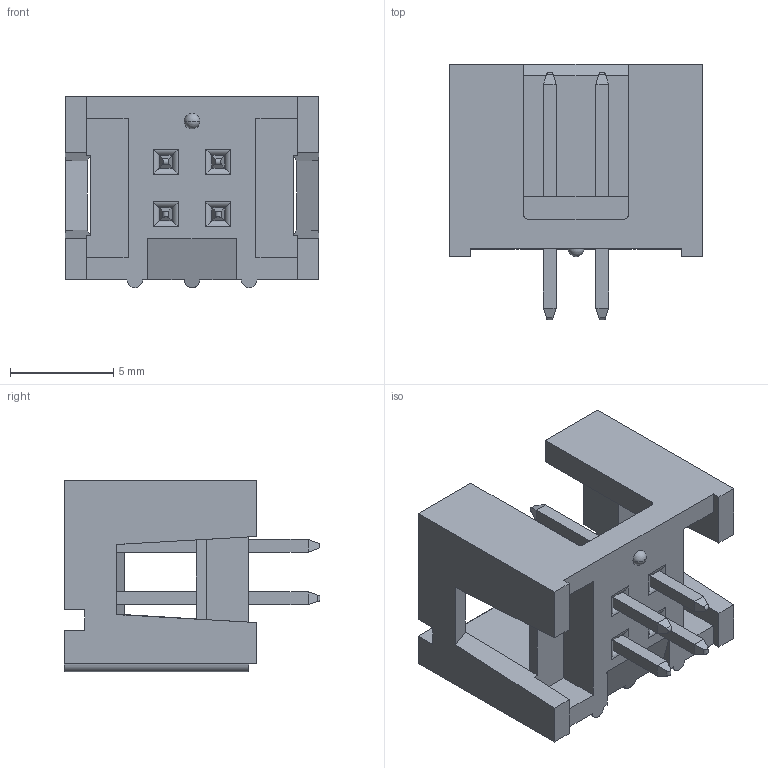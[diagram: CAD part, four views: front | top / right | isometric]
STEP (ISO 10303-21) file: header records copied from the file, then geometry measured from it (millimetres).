
FILE_DESCRIPTION((''),'2;1');
FILE_NAME('75869_Y30_ASM','2006-12-07T',('DaLegrand'),('FCI - CDC Division'),'PRO/ENGINEER BY PARAMETRIC TECHNOLOGY CORPORATION, 2004490','PRO/ENGINEER BY PARAMETRIC TECHNOLOGY CORPORATION, 2004490','');
FILE_SCHEMA(('CONFIG_CONTROL_DESIGN'));
Length unit declared in the file: millimetre
Products named in the file (3): 71965_Y04; 71953-Y01; 75869_Y30_ASM
Assembly tree (5 placements, depth 2):
  75869_Y30_ASM
    71965_Y04
    71953-Y01  x4
Bounding box: 12.29 x 12.37 x 9.27 mm (x, y, z)
Volume: 421.9 mm3; surface area: 926.3 mm2
Topology: 5 solids, 5 shells, 150 faces, 380 edges, 235 vertices
Faces by surface type: plane 119, cylinder 29, sphere 2
Entity records: 3630 total; most frequent: CARTESIAN_POINT 813, ORIENTED_EDGE 588, DIRECTION 518, EDGE_CURVE 294, VECTOR 260, LINE 260, VERTEX_POINT 187, AXIS2_PLACEMENT_3D 129
